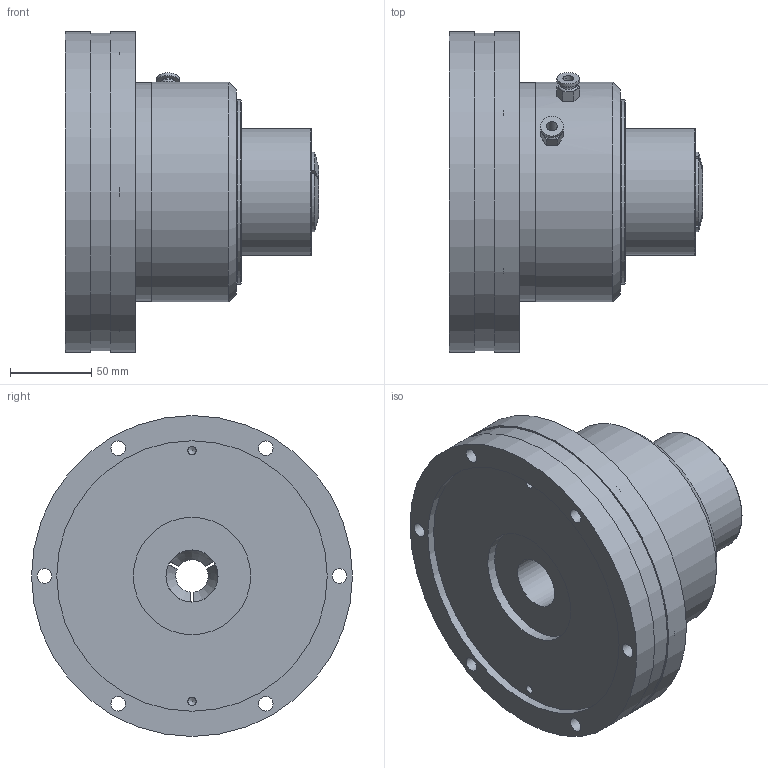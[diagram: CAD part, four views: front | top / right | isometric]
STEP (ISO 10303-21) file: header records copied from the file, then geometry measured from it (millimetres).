
FILE_DESCRIPTION (( 'STEP AP214' ), '1' );
FILE_NAME ('GAL-32+YB-32.STEP', '2025-02-05T09:00:41', ( '' ), ( '' ), 'SwSTEP 2.0', 'SolidWorks 2023', '' );
FILE_SCHEMA (( 'AUTOMOTIVE_DESIGN' ));
Length unit declared in the file: millimetre
Products named in the file (3): GAL-32; YB-32; GAL-32+YB-32
Assembly tree (2 placements, depth 2):
  GAL-32+YB-32
    GAL-32
    YB-32
Bounding box: 155.5 x 197 x 197 mm (x, y, z)
Volume: 2188943.6 mm3; surface area: 222597.6 mm2
Topology: 5 solids, 5 shells, 361 faces, 893 edges, 584 vertices
Faces by surface type: plane 159, cylinder 112, bspline 57, cone 25, torus 8
Full cylindrical faces by diameter (mm): 4.2 x3, 5 x2, 6.5 x2, 7 x2, 8 x2, 8.5 x2, 9 x12, 10 x8, 14 x2, 15 x6, 32 x2, 38 x1, 66 x1, 66.5 x1, 72 x1, 78 x1, 113 x1, 134 x1, 135 x1, 166 x1, 195 x1, 197 x2
Entity records: 50159 total; most frequent: CARTESIAN_POINT 39242, ORIENTED_EDGE 1602, DIRECTION 1377, EDGE_CURVE 801, VERTEX_POINT 568, AXIS2_PLACEMENT_3D 513, EDGE_LOOP 505, FACE_OUTER_BOUND 423
